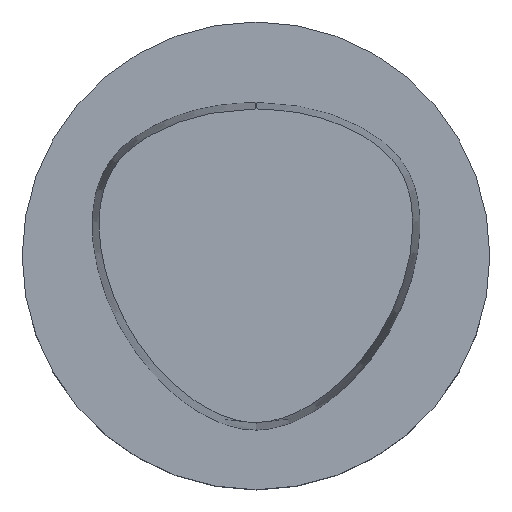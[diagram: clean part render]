
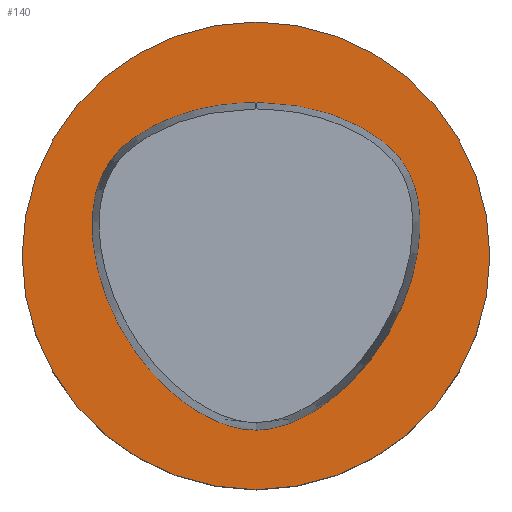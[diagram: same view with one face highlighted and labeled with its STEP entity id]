
A CAD part, top view. The second image highlights one B-rep face of the part: STEP entity #140.
In plain terms, the highlighted planar face has unit normal (0, 0, 1).
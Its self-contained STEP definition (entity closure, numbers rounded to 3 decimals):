
#75=EDGE_CURVE('Unnamed[1]',#195,#196,#197,.T.);
#84=EDGE_CURVE('Unnamed[1]',#211,#211,#212,.T.);
#127=EDGE_CURVE('Unnamed[1]',#196,#205,#276,.T.);
#140=ADVANCED_FACE('Unnamed[1]',(#293,#294),#295,.T.);
#157=EDGE_CURVE('Unnamed[1]',#205,#195,#317,.T.);
#195=VERTEX_POINT('',#354);
#196=VERTEX_POINT('',#355);
#197=CIRCLE('',#356,0.95);
#205=VERTEX_POINT('',#366);
#211=VERTEX_POINT('',#375);
#212=CIRCLE('',#376,31.5);
#276=B_SPLINE_CURVE_WITH_KNOTS('',3,(#558,#559,#560,#561,#562,#563,#564,#565,#566,#567,#568,#569,#570,#571,#572,#573,#574),.UNSPECIFIED.,.F.,.F.,(4,1,1,1,1,1,1,1,1,1,1,1,1,1,4),(-13.23,-12.817,-12.403,-11.99,-11.576,-11.163,-10.956,-10.75,-10.336,-9.923,-9.096,-8.269,-7.442,-7.029,-6.615),.UNSPECIFIED.);
#293=FACE_BOUND('',#597,.T.);
#294=FACE_OUTER_BOUND('',#598,.T.);
#295=PLANE('',#599);
#317=B_SPLINE_CURVE_WITH_KNOTS('',3,(#695,#696,#697,#698,#699,#700,#701,#702,#703,#704,#705,#706,#707,#708,#709,#710,#711,#712),.UNSPECIFIED.,.F.,.F.,(4,1,1,1,1,1,1,1,1,2,1,1,1,1,4),(-6.615,-6.202,-5.788,-5.375,-4.961,-4.134,-3.308,-2.894,-2.481,-2.067,-1.654,-1.24,-0.827,-0.413,0.0),.UNSPECIFIED.);
#354=CARTESIAN_POINT('',(-0.045,20.677,0.));
#355=CARTESIAN_POINT('',(0.045,20.677,0.));
#356=AXIS2_PLACEMENT_3D('',#740,#741,#742);
#366=CARTESIAN_POINT('',(0.044,-23.469,0.));
#375=CARTESIAN_POINT('',(0.,31.5,0.));
#376=AXIS2_PLACEMENT_3D('',#753,#754,#755);
#558=CARTESIAN_POINT('',(0.045,20.677,0.));
#559=CARTESIAN_POINT('',(1.424,20.61,0.));
#560=CARTESIAN_POINT('',(4.223,20.484,0.));
#561=CARTESIAN_POINT('',(8.472,19.689,0.));
#562=CARTESIAN_POINT('',(12.514,18.243,0.0));
#563=CARTESIAN_POINT('',(16.304,16.173,0.));
#564=CARTESIAN_POINT('',(19.145,13.704,0.));
#565=CARTESIAN_POINT('',(20.732,11.101,0.0));
#566=CARTESIAN_POINT('',(21.783,8.281,0.));
#567=CARTESIAN_POINT('',(22.226,4.609,0.0));
#568=CARTESIAN_POINT('',(21.744,-1.113,0.0));
#569=CARTESIAN_POINT('',(19.552,-7.954,0.0));
#570=CARTESIAN_POINT('',(14.957,-15.209,0.0));
#571=CARTESIAN_POINT('',(9.668,-20.083,0.));
#572=CARTESIAN_POINT('',(4.516,-22.795,0.));
#573=CARTESIAN_POINT('',(1.559,-23.461,0.));
#574=CARTESIAN_POINT('',(0.044,-23.469,0.));
#597=EDGE_LOOP('',(#840,#841,#842));
#598=EDGE_LOOP('',(#843));
#599=AXIS2_PLACEMENT_3D('',#844,#845,#846);
#695=CARTESIAN_POINT('',(0.044,-23.469,0.));
#696=CARTESIAN_POINT('',(-1.471,-23.477,0.));
#697=CARTESIAN_POINT('',(-4.439,-22.821,0.));
#698=CARTESIAN_POINT('',(-8.35,-20.8,0.));
#699=CARTESIAN_POINT('',(-11.745,-18.156,0.));
#700=CARTESIAN_POINT('',(-15.699,-14.041,0.));
#701=CARTESIAN_POINT('',(-19.535,-8.006,0.));
#702=CARTESIAN_POINT('',(-21.721,-1.161,0.0));
#703=CARTESIAN_POINT('',(-22.249,4.55,0.0));
#704=CARTESIAN_POINT('',(-21.665,9.002,0.0));
#705=CARTESIAN_POINT('',(-20.395,11.778,0.0));
#706=CARTESIAN_POINT('',(-18.593,14.198,0.0));
#707=CARTESIAN_POINT('',(-16.323,16.178,0.0));
#708=CARTESIAN_POINT('',(-12.508,18.252,0.));
#709=CARTESIAN_POINT('',(-8.468,19.679,0.));
#710=CARTESIAN_POINT('',(-4.23,20.488,0.));
#711=CARTESIAN_POINT('',(-1.423,20.613,0.));
#712=CARTESIAN_POINT('',(-0.045,20.677,0.));
#740=CARTESIAN_POINT('',(-0.001,19.728,0.));
#741=DIRECTION('',(0.,0.,-1.0));
#742=DIRECTION('',(-0.046,0.999,0.));
#753=CARTESIAN_POINT('',(0.0,0.0,0.0));
#754=DIRECTION('',(0.,0.,-1.0));
#755=DIRECTION('',(0.,1.0,0.));
#840=ORIENTED_EDGE('',*,*,#127,.T.);
#841=ORIENTED_EDGE('',*,*,#157,.T.);
#842=ORIENTED_EDGE('',*,*,#75,.T.);
#843=ORIENTED_EDGE('',*,*,#84,.F.);
#844=CARTESIAN_POINT('',(0.,15.75,0.));
#845=DIRECTION('',(0.,0.,1.0));
#846=DIRECTION('',(0.,-1.0,0.));
